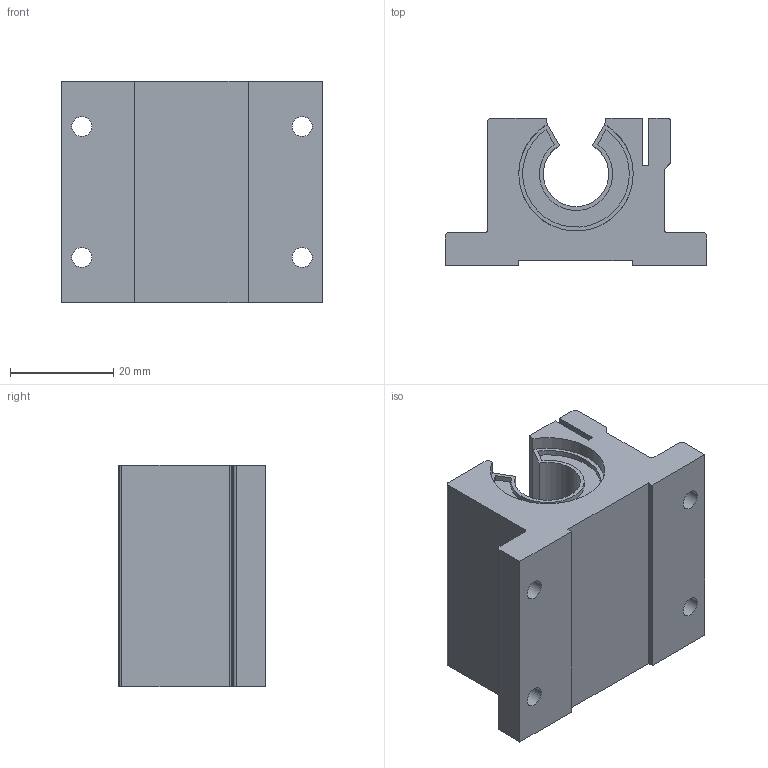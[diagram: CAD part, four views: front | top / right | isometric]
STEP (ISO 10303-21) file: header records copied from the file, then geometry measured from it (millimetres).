
FILE_DESCRIPTION((''),'2;1');
FILE_NAME('Thompson SPB8 OPN.stp','2005-12-31T14:02:06',('Owner'),(''),'Autodesk Inventor (R) 6.0','Autodesk Inventor (R) 6.0','');
FILE_SCHEMA(('AUTOMOTIVE_DESIGN { 1 0 10303 214 1 1 1 1 }'));
Length unit declared in the file: inch
Products named in the file (3): Thompson SPB8 OPN; Linear Bearing
Assembly tree (2 placements, depth 2):
  Thompson SPB8 OPN
    Thompson SPB8 OPN
    Linear Bearing
Bounding box: 50.8 x 28.57 x 42.93 mm (x, y, z)
Volume: 36577.7 mm3; surface area: 15827.7 mm2
Topology: 2 solids, 2 shells, 67 faces, 183 edges, 122 vertices
Faces by surface type: plane 30, cylinder 22, bspline 15
Entity records: 2406 total; most frequent: CARTESIAN_POINT 590, ORIENTED_EDGE 366, DIRECTION 365, EDGE_CURVE 183, AXIS2_PLACEMENT_3D 125, VERTEX_POINT 122, VECTOR 115, LINE 115
